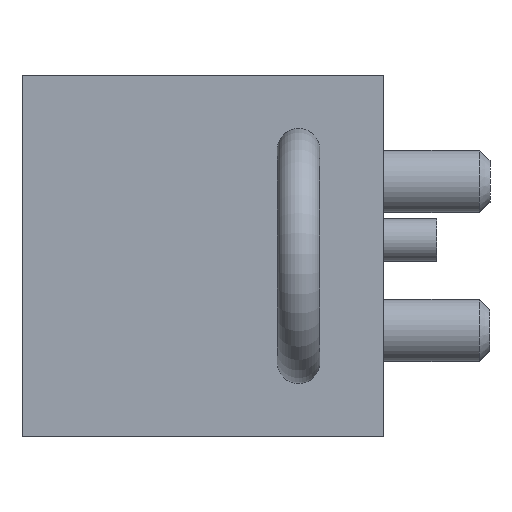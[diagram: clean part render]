
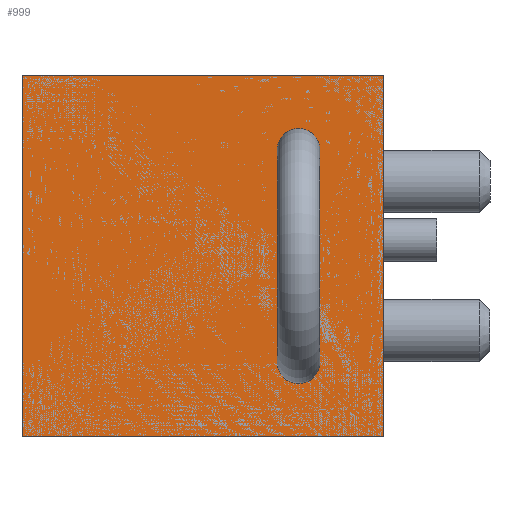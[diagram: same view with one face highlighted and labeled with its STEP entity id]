
A CAD part, left-side view. The second image highlights one B-rep face of the part: STEP entity #999.
In plain terms, the highlighted planar face has unit normal (-1, 0, 0).
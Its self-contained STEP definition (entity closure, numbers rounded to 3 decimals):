
#2 = ORIENTED_EDGE ( 'NONE', *, *, #876, .F. ) ;
#71 = CARTESIAN_POINT ( 'NONE',  ( -6., 13., -2. ) ) ;
#93 = DIRECTION ( 'NONE',  ( 0., 1., 0. ) ) ;
#98 = CARTESIAN_POINT ( 'NONE',  ( -6., -4., -2. ) ) ;
#148 = ORIENTED_EDGE ( 'NONE', *, *, #1399, .F. ) ;
#368 = CARTESIAN_POINT ( 'NONE',  ( -6., -4., -2. ) ) ;
#369 = VERTEX_POINT ( 'NONE', #368 ) ;
#402 = LINE ( 'NONE', #1409, #962 ) ;
#433 = FACE_OUTER_BOUND ( 'NONE', #540, .T. ) ;
#443 = DIRECTION ( 'NONE',  ( 0., 0., 1. ) ) ;
#477 = VERTEX_POINT ( 'NONE', #883 ) ;
#540 = EDGE_LOOP ( 'NONE', ( #148, #2, #1319, #755 ) ) ;
#587 = VERTEX_POINT ( 'NONE', #975 ) ;
#624 = DIRECTION ( 'NONE',  ( 0., 0., 1. ) ) ;
#631 = LINE ( 'NONE', #1085, #1233 ) ;
#664 = LINE ( 'NONE', #98, #895 ) ;
#755 = ORIENTED_EDGE ( 'NONE', *, *, #1092, .T. ) ;
#791 = PLANE ( 'NONE',  #912 ) ;
#876 = EDGE_CURVE ( 'NONE', #587, #477, #967, .T. ) ;
#883 = CARTESIAN_POINT ( 'NONE',  ( -6., 13., 15. ) ) ;
#895 = VECTOR ( 'NONE', #443, 1000. ) ;
#912 = AXIS2_PLACEMENT_3D ( 'NONE', #1117, #1479, #93 ) ;
#962 = VECTOR ( 'NONE', #1419, 1000. ) ;
#967 = LINE ( 'NONE', #71, #986 ) ;
#971 = DIRECTION ( 'NONE',  ( 0., -1., 0. ) ) ;
#975 = CARTESIAN_POINT ( 'NONE',  ( -6., 13., -2. ) ) ;
#986 = VECTOR ( 'NONE', #624, 1000. ) ;
#999 = ADVANCED_FACE ( 'NONE', ( #433 ), #791, .T. ) ;
#1085 = CARTESIAN_POINT ( 'NONE',  ( -6., 13., 15. ) ) ;
#1092 = EDGE_CURVE ( 'NONE', #369, #1157, #664, .T. ) ;
#1117 = CARTESIAN_POINT ( 'NONE',  ( -6., 13., -2. ) ) ;
#1157 = VERTEX_POINT ( 'NONE', #1170 ) ;
#1170 = CARTESIAN_POINT ( 'NONE',  ( -6., -4., 15. ) ) ;
#1233 = VECTOR ( 'NONE', #971, 1000. ) ;
#1319 = ORIENTED_EDGE ( 'NONE', *, *, #1395, .T. ) ;
#1395 = EDGE_CURVE ( 'NONE', #587, #369, #402, .T. ) ;
#1399 = EDGE_CURVE ( 'NONE', #477, #1157, #631, .T. ) ;
#1409 = CARTESIAN_POINT ( 'NONE',  ( -6., 13., -2. ) ) ;
#1419 = DIRECTION ( 'NONE',  ( 0., -1., 0. ) ) ;
#1479 = DIRECTION ( 'NONE',  ( -1., 0., 0. ) ) ;
